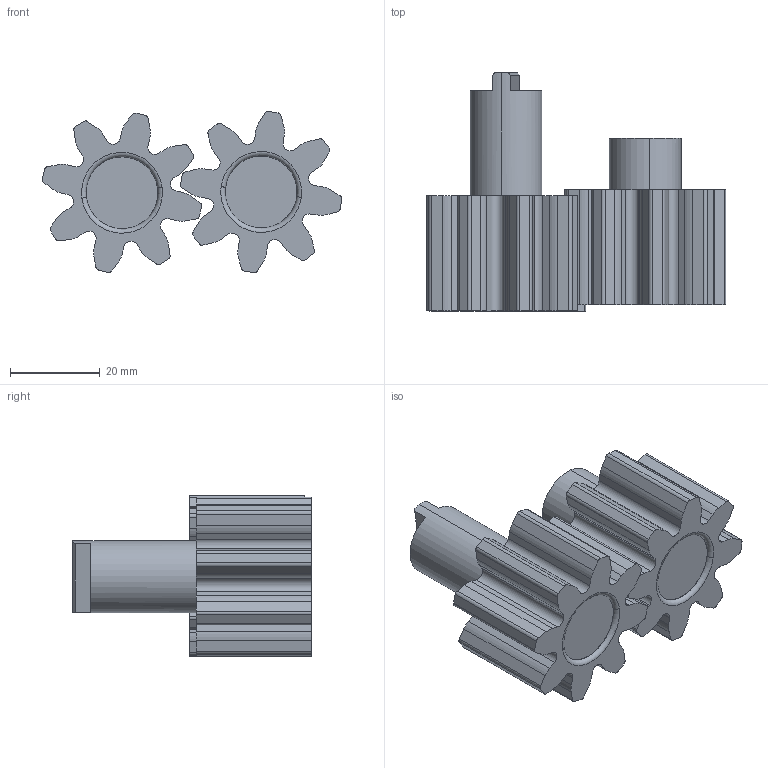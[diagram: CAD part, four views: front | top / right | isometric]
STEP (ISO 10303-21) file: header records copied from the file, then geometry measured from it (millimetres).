
FILE_DESCRIPTION(('STEP AP214'),'1');
FILE_NAME('VW oil pump gear v3.stp','2021-06-25T12:13:35',(' '),(' '),'Spatial InterOp 3D',' ',' ');
FILE_SCHEMA(('AUTOMOTIVE_DESIGN { 1 0 10303 214 1 1 1 1 }'));
Length unit declared in the file: metre
Products named in the file (5): VW oil pump gear v3; Component3; Component4; Component1; Component2
Assembly tree (4 placements, depth 2):
  VW oil pump gear v3
    Component3
    Component4
    Component1
    Component2
Bounding box: 66.66 x 53 x 35.87 mm (x, y, z)
Volume: 42590 mm3; surface area: 17925.9 mm2
Topology: 4 solids, 4 shells, 186 faces, 538 edges, 360 vertices
Faces by surface type: plane 94, cylinder 88, torus 4
Entity records: 6341 total; most frequent: DIRECTION 1120, CARTESIAN_POINT 1089, ORIENTED_EDGE 1076, EDGE_CURVE 538, AXIS2_PLACEMENT_3D 391, VERTEX_POINT 360, LINE 338, VECTOR 338
